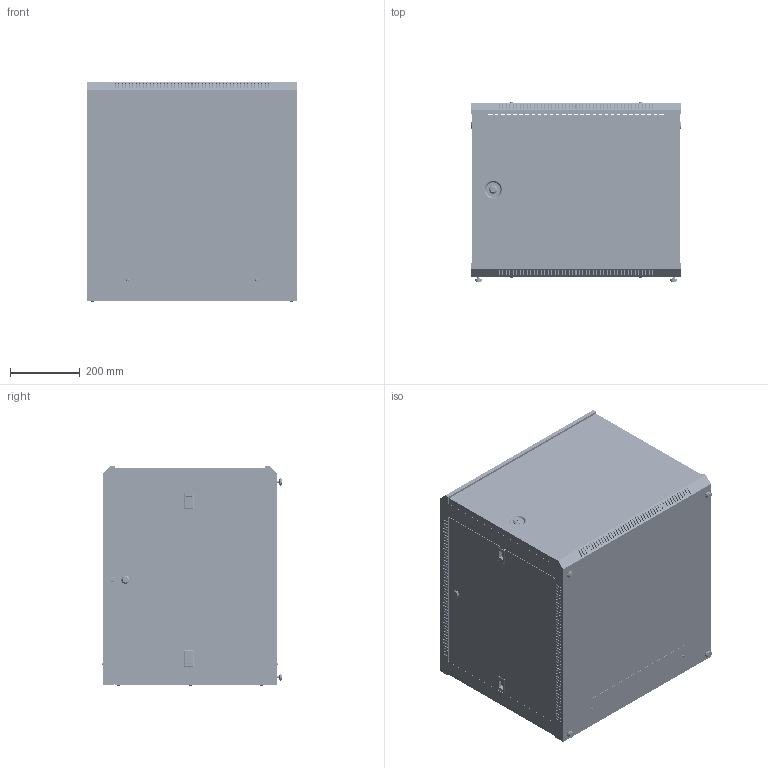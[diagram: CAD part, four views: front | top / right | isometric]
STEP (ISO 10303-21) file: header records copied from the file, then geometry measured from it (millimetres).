
FILE_DESCRIPTION (( 'STEP AP214' ), '1' );
FILE_NAME ('LWR5-09U66-GF ITK Øêàô LINEA W 9U 600x600 ìì äâåðü ñòåêëî, RAL9005.STEP', '2018-11-27T13:58:38', ( '' ), ( '' ), 'SwSTEP 2.0', 'SolidWorks 2014', '' );
FILE_SCHEMA (( 'AUTOMOTIVE_DESIGN' ));
Length unit declared in the file: millimetre
Products named in the file (1): LWR5-09U66-GF  ITK Øêàô LINEA W 9U 600x600 ìì äâåðü ñòåêëî, RAL9005
Bounding box: 604.6 x 517.41 x 630 mm (x, y, z)
Volume: 3545890.7 mm3; surface area: 5531784.8 mm2
Topology: 19 solids, 23 shells, 5829 faces, 17188 edges, 11408 vertices
Faces by surface type: plane 4270, cylinder 1441, torus 52, cone 52, sphere 14
Entity records: 198196 total; most frequent: CARTESIAN_POINT 35778, ORIENTED_EDGE 34376, DIRECTION 31714, EDGE_CURVE 17188, VECTOR 13642, LINE 13642, VERTEX_POINT 11408, AXIS2_PLACEMENT_3D 9036
